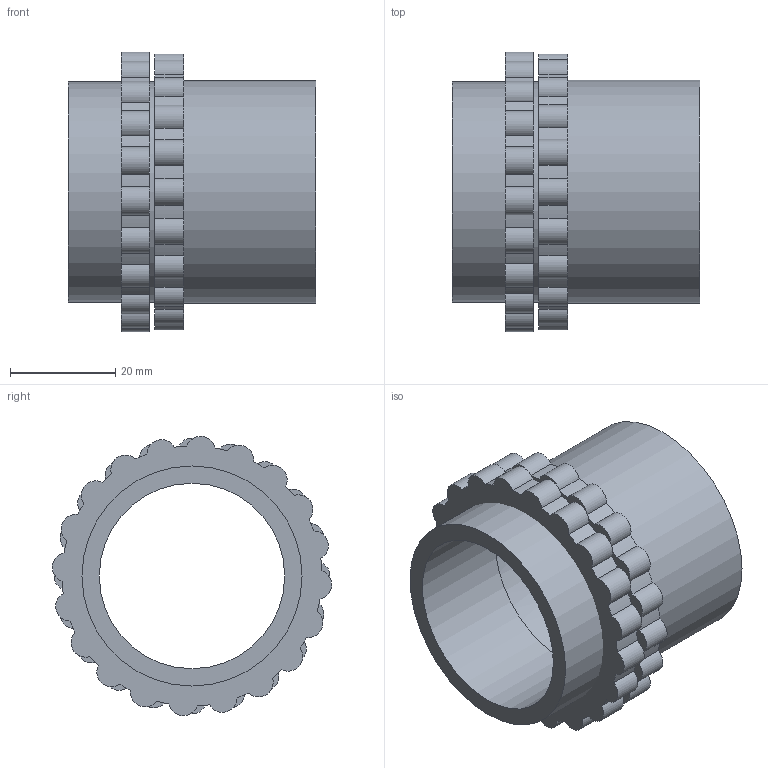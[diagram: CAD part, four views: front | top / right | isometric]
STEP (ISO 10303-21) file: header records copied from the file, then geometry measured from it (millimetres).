
FILE_DESCRIPTION(('STEP AP203'), '1');
FILE_NAME('Ìóôòà ââîäíàÿ äëÿ ìåòàëëîðóêàâà ïëàñòèêîâàÿ ÌÂÏ-32', '', ('UNSPECIFIED'), ('UNSPECIFIED'), 'ASCON STEP Converter 1.6', 'ASCON Math Kernel', '');
FILE_SCHEMA(('CONFIG_CONTROL_DESIGN'));
Length unit declared in the file: millimetre
Products named in the file (1): -06
Bounding box: 47.2 x 53.2 x 53.2 mm (x, y, z)
Volume: 20695.6 mm3; surface area: 18891.8 mm2
Topology: 2 solids, 2 shells, 101 faces, 284 edges, 190 vertices
Faces by surface type: cylinder 89, plane 9, bspline 3
Full cylindrical faces by diameter (mm): 35.3 x1, 40 x4, 41.91 x1, 42.5 x1
Entity records: 6508 total; most frequent: CARTESIAN_POINT 2922, DIRECTION 632, ORIENTED_EDGE 556, EDGE_CURVE 278, AXIS2_PLACEMENT_3D 271, VERTEX_POINT 190, CIRCLE 172, EDGE_LOOP 114
